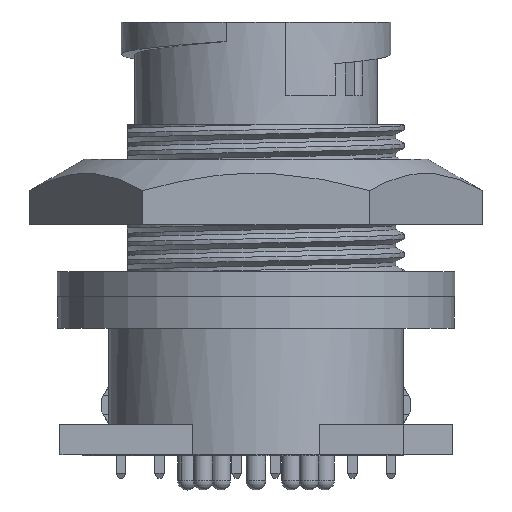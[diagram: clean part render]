
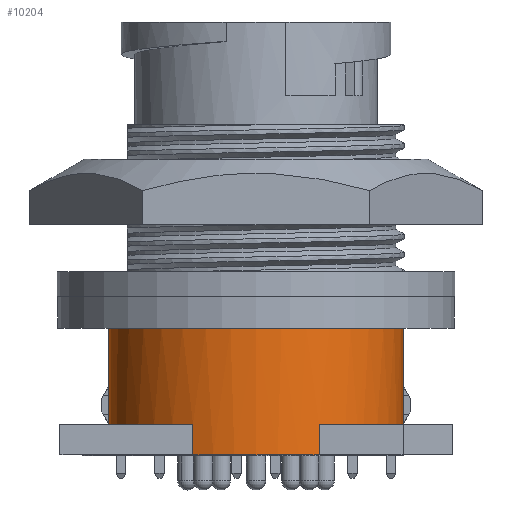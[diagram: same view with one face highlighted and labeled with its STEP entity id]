
A CAD part, front view. The second image highlights one B-rep face of the part: STEP entity #10204.
In plain terms, the highlighted cylindrical face has radius 7.62 mm (diameter 15.24 mm), a partial arc.
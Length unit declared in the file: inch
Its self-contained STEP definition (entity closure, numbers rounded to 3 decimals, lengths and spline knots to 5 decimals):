
#63 = CARTESIAN_POINT ( 'NONE',  ( 0.12868, -0.271, -0.871 ) ) ;
#341 = EDGE_CURVE ( 'NONE', #3769, #24726, #16906, .T. ) ;
#403 = ORIENTED_EDGE ( 'NONE', *, *, #23244, .F. ) ;
#736 = CARTESIAN_POINT ( 'NONE',  ( 0., 0., -0.821 ) ) ;
#762 = CARTESIAN_POINT ( 'NONE',  ( 0.12868, -0.271, -0.883 ) ) ;
#824 = CIRCLE ( 'NONE', #18797, 0.3 ) ;
#860 = DIRECTION ( 'NONE',  ( 0., 0., 1. ) ) ;
#1203 = AXIS2_PLACEMENT_3D ( 'NONE', #22306, #24536, #27264 ) ;
#2027 = EDGE_CURVE ( 'NONE', #25636, #28058, #17940, .T. ) ;
#2379 = EDGE_CURVE ( 'NONE', #3769, #8339, #6037, .T. ) ;
#2470 = ORIENTED_EDGE ( 'NONE', *, *, #15483, .T. ) ;
#2760 = ORIENTED_EDGE ( 'NONE', *, *, #5438, .F. ) ;
#3057 = DIRECTION ( 'NONE',  ( -1., 0., 0. ) ) ;
#3769 = VERTEX_POINT ( 'NONE', #9589 ) ;
#3796 = CARTESIAN_POINT ( 'NONE',  ( 0., 0., -0.883 ) ) ;
#4049 = DIRECTION ( 'NONE',  ( 0., 0., 1. ) ) ;
#4151 = LINE ( 'NONE', #11033, #9504 ) ;
#4192 = DIRECTION ( 'NONE',  ( 0., 0., -1. ) ) ;
#4609 = CIRCLE ( 'NONE', #13307, 0.3 ) ;
#4783 = VECTOR ( 'NONE', #16357, 39.37008 ) ;
#4800 = CARTESIAN_POINT ( 'NONE',  ( 0., 0., -0.821 ) ) ;
#4876 = CARTESIAN_POINT ( 'NONE',  ( -0.3, 0., -0.821 ) ) ;
#4928 = CARTESIAN_POINT ( 'NONE',  ( 0., 0., -0.821 ) ) ;
#5438 = EDGE_CURVE ( 'NONE', #28851, #11573, #17127, .T. ) ;
#5778 = CYLINDRICAL_SURFACE ( 'NONE', #16319, 0.3 ) ;
#6037 = LINE ( 'NONE', #23818, #12152 ) ;
#6107 = DIRECTION ( 'NONE',  ( 0., 1., 0. ) ) ;
#6406 = VERTEX_POINT ( 'NONE', #28223 ) ;
#6595 = CARTESIAN_POINT ( 'NONE',  ( -0.12868, -0.271, -0.883 ) ) ;
#7106 = DIRECTION ( 'NONE',  ( -1., 0., 0. ) ) ;
#7473 = CIRCLE ( 'NONE', #8826, 0.3 ) ;
#8339 = VERTEX_POINT ( 'NONE', #13216 ) ;
#8826 = AXIS2_PLACEMENT_3D ( 'NONE', #26144, #12360, #28463 ) ;
#9405 = DIRECTION ( 'NONE',  ( 0., 0., 1. ) ) ;
#9504 = VECTOR ( 'NONE', #4192, 39.37008 ) ;
#9589 = CARTESIAN_POINT ( 'NONE',  ( 0.21973, -0.20425, -0.883 ) ) ;
#9695 = VERTEX_POINT ( 'NONE', #762 ) ;
#9788 = CARTESIAN_POINT ( 'NONE',  ( 0., 0., -0.625 ) ) ;
#10204 = ADVANCED_FACE ( 'NONE', ( #12624 ), #5778, .T. ) ;
#10289 = VECTOR ( 'NONE', #860, 39.37008 ) ;
#10890 = CARTESIAN_POINT ( 'NONE',  ( 0.3, 0., -0.625 ) ) ;
#10982 = CARTESIAN_POINT ( 'NONE',  ( -0.3, 0., -0.625 ) ) ;
#11033 = CARTESIAN_POINT ( 'NONE',  ( 0.20651, -0.21761, -0.852 ) ) ;
#11082 = CARTESIAN_POINT ( 'NONE',  ( -0.3, 0., -0.821 ) ) ;
#11573 = VERTEX_POINT ( 'NONE', #11082 ) ;
#11835 = CIRCLE ( 'NONE', #15421, 0.3 ) ;
#12029 = EDGE_CURVE ( 'NONE', #25636, #8339, #7473, .T. ) ;
#12128 = DIRECTION ( 'NONE',  ( -1., 0., 0. ) ) ;
#12152 = VECTOR ( 'NONE', #26159, 39.37008 ) ;
#12360 = DIRECTION ( 'NONE',  ( 0., 0., -1. ) ) ;
#12624 = FACE_OUTER_BOUND ( 'NONE', #26752, .T. ) ;
#12793 = ORIENTED_EDGE ( 'NONE', *, *, #13315, .F. ) ;
#12848 = EDGE_CURVE ( 'NONE', #6406, #27495, #11835, .T. ) ;
#13216 = CARTESIAN_POINT ( 'NONE',  ( 0.21973, -0.20425, -0.821 ) ) ;
#13307 = AXIS2_PLACEMENT_3D ( 'NONE', #9788, #25904, #12128 ) ;
#13315 = EDGE_CURVE ( 'NONE', #29632, #28058, #4609, .T. ) ;
#15014 = ORIENTED_EDGE ( 'NONE', *, *, #16451, .T. ) ;
#15368 = VECTOR ( 'NONE', #9405, 39.37008 ) ;
#15421 = AXIS2_PLACEMENT_3D ( 'NONE', #736, #16843, #3057 ) ;
#15483 = EDGE_CURVE ( 'NONE', #9695, #27495, #21428, .T. ) ;
#15638 = CARTESIAN_POINT ( 'NONE',  ( 0.3, 0., -0.821 ) ) ;
#15771 = EDGE_CURVE ( 'NONE', #20539, #28851, #17130, .T. ) ;
#16319 = AXIS2_PLACEMENT_3D ( 'NONE', #4928, #18708, #27889 ) ;
#16357 = DIRECTION ( 'NONE',  ( 0., 0., 1. ) ) ;
#16451 = EDGE_CURVE ( 'NONE', #6406, #24726, #4151, .T. ) ;
#16843 = DIRECTION ( 'NONE',  ( 0., 0., -1. ) ) ;
#16904 = ORIENTED_EDGE ( 'NONE', *, *, #341, .F. ) ;
#16906 = CIRCLE ( 'NONE', #1203, 0.3 ) ;
#17034 = ORIENTED_EDGE ( 'NONE', *, *, #24529, .F. ) ;
#17041 = LINE ( 'NONE', #4876, #4783 ) ;
#17127 = CIRCLE ( 'NONE', #24037, 0.3 ) ;
#17130 = LINE ( 'NONE', #28448, #10289 ) ;
#17940 = LINE ( 'NONE', #15638, #24779 ) ;
#18082 = ORIENTED_EDGE ( 'NONE', *, *, #2379, .T. ) ;
#18708 = DIRECTION ( 'NONE',  ( 0., 0., 1. ) ) ;
#18797 = AXIS2_PLACEMENT_3D ( 'NONE', #3796, #19874, #6107 ) ;
#19738 = ORIENTED_EDGE ( 'NONE', *, *, #12848, .F. ) ;
#19874 = DIRECTION ( 'NONE',  ( 0., 0., -1. ) ) ;
#20539 = VERTEX_POINT ( 'NONE', #6595 ) ;
#20616 = ORIENTED_EDGE ( 'NONE', *, *, #2027, .T. ) ;
#20894 = DIRECTION ( 'NONE',  ( 0., 0., -1. ) ) ;
#21428 = LINE ( 'NONE', #63, #15368 ) ;
#21667 = CARTESIAN_POINT ( 'NONE',  ( 0.20651, -0.21761, -0.883 ) ) ;
#22131 = ORIENTED_EDGE ( 'NONE', *, *, #15771, .F. ) ;
#22306 = CARTESIAN_POINT ( 'NONE',  ( 0., 0., -0.883 ) ) ;
#23244 = EDGE_CURVE ( 'NONE', #9695, #20539, #824, .T. ) ;
#23818 = CARTESIAN_POINT ( 'NONE',  ( 0.21973, -0.20425, -0.852 ) ) ;
#24037 = AXIS2_PLACEMENT_3D ( 'NONE', #4800, #20894, #7106 ) ;
#24529 = EDGE_CURVE ( 'NONE', #11573, #29632, #17041, .T. ) ;
#24534 = CARTESIAN_POINT ( 'NONE',  ( -0.12868, -0.271, -0.821 ) ) ;
#24536 = DIRECTION ( 'NONE',  ( 0., 0., -1. ) ) ;
#24726 = VERTEX_POINT ( 'NONE', #21667 ) ;
#24739 = CARTESIAN_POINT ( 'NONE',  ( 0.12868, -0.271, -0.821 ) ) ;
#24779 = VECTOR ( 'NONE', #4049, 39.37008 ) ;
#25636 = VERTEX_POINT ( 'NONE', #29459 ) ;
#25904 = DIRECTION ( 'NONE',  ( 0., 0., 1. ) ) ;
#26144 = CARTESIAN_POINT ( 'NONE',  ( 0., 0., -0.821 ) ) ;
#26159 = DIRECTION ( 'NONE',  ( 0., 0., 1. ) ) ;
#26752 = EDGE_LOOP ( 'NONE', ( #17034, #2760, #22131, #403, #2470, #19738, #15014, #16904, #18082, #29816, #20616, #12793 ) ) ;
#27264 = DIRECTION ( 'NONE',  ( 0., 1., 0. ) ) ;
#27495 = VERTEX_POINT ( 'NONE', #24739 ) ;
#27889 = DIRECTION ( 'NONE',  ( 1., 0., 0. ) ) ;
#28058 = VERTEX_POINT ( 'NONE', #10890 ) ;
#28223 = CARTESIAN_POINT ( 'NONE',  ( 0.20651, -0.21761, -0.821 ) ) ;
#28448 = CARTESIAN_POINT ( 'NONE',  ( -0.12868, -0.271, -0.871 ) ) ;
#28463 = DIRECTION ( 'NONE',  ( -1., 0., 0. ) ) ;
#28851 = VERTEX_POINT ( 'NONE', #24534 ) ;
#29459 = CARTESIAN_POINT ( 'NONE',  ( 0.3, 0., -0.821 ) ) ;
#29632 = VERTEX_POINT ( 'NONE', #10982 ) ;
#29816 = ORIENTED_EDGE ( 'NONE', *, *, #12029, .F. ) ;
